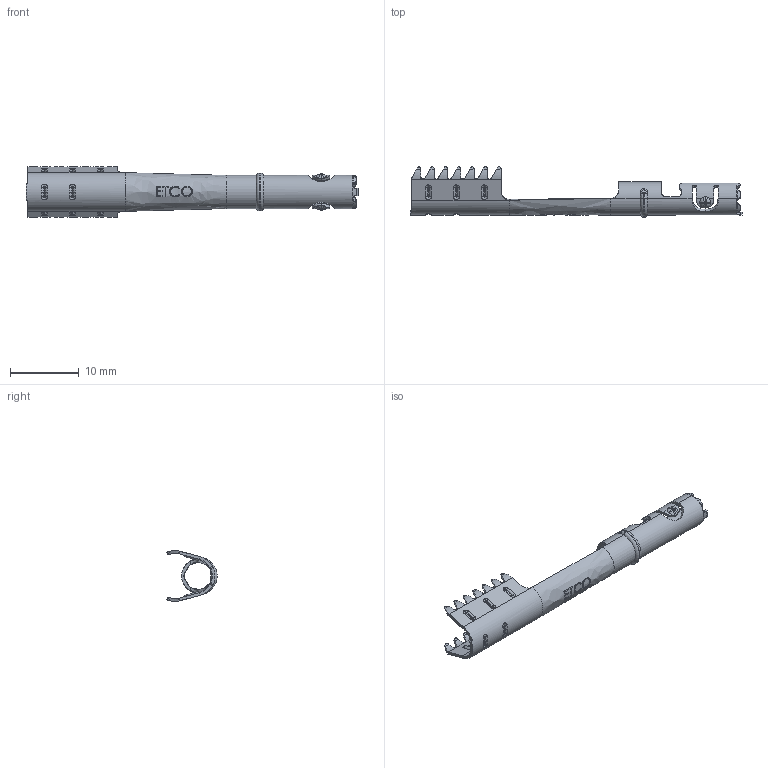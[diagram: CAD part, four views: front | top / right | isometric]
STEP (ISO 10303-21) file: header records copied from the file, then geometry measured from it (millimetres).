
FILE_DESCRIPTION (( 'STEP AP203' ), '1' );
FILE_NAME ('DT500 DT506 DT515 DT589.STEP', '2019-11-06T12:26:08', ( 'tempuser' ), ( 'Microsoft' ), 'SwSTEP 2.0', 'SolidWorks 2019', '' );
FILE_SCHEMA (( 'CONFIG_CONTROL_DESIGN' ));
Length unit declared in the file: inch
Products named in the file (1): DT500 DT506 DT515 DT589
Bounding box: 48.13 x 7.3 x 7.37 mm (x, y, z)
Volume: 208.4 mm3; surface area: 1125.5 mm2
Topology: 1 solids, 1 shells, 569 faces, 1471 edges, 913 vertices
Faces by surface type: bspline 142, plane 137, torus 135, cylinder 135, cone 20
Entity records: 25654 total; most frequent: CARTESIAN_POINT 12828, ORIENTED_EDGE 2926, DIRECTION 2361, EDGE_CURVE 1463, AXIS2_PLACEMENT_3D 1003, VERTEX_POINT 913, EDGE_LOOP 590, CIRCLE 575
